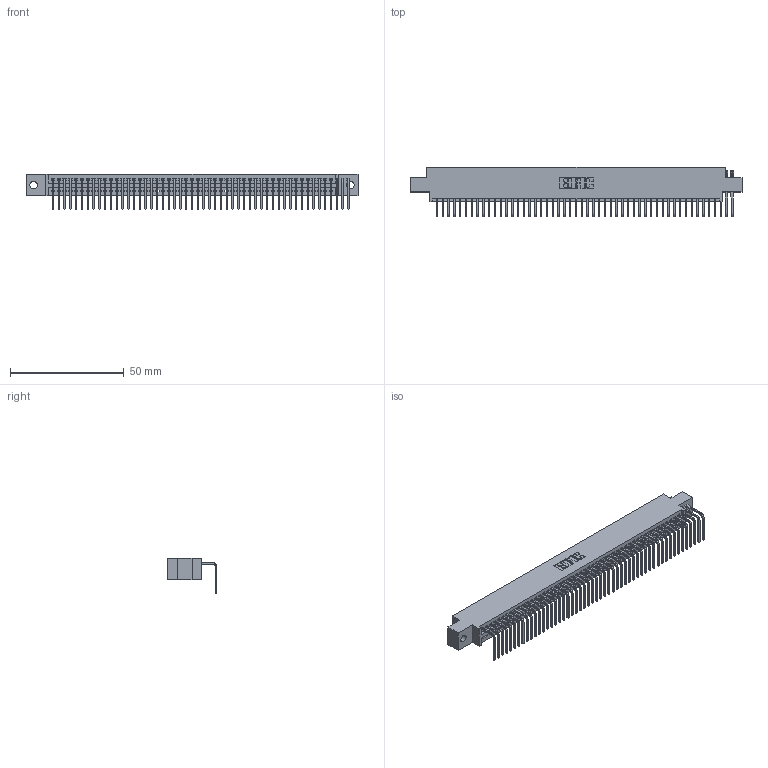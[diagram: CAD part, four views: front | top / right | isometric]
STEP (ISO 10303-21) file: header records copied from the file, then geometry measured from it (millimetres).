
FILE_DESCRIPTION (( 'STEP AP203' ), '1' );
FILE_NAME ('345-052-558-602.STEP', '2019-10-10T18:51:01', ( '' ), ( '' ), 'SwSTEP 2.0', 'SolidWorks 2016', '' );
FILE_SCHEMA (( 'CONFIG_CONTROL_DESIGN' ));
Length unit declared in the file: inch
Products named in the file (3): 345 Part_0.170 Offset - 0.128 Dia; 345-292-001_558 Tail - 2; 345-052-558-602
Assembly tree (53 placements, depth 2):
  345-052-558-602
    345 Part_0.170 Offset - 0.128 Dia
    345-292-001_558 Tail - 2  x52
Bounding box: 145.67 x 21.83 x 15.37 mm (x, y, z)
Volume: 13950.7 mm3; surface area: 19689.8 mm2
Topology: 53 solids, 53 shells, 3202 faces, 9655 edges, 6366 vertices
Faces by surface type: plane 2226, cylinder 976
Entity records: 36251 total; most frequent: CARTESIAN_POINT 6274, ORIENTED_EDGE 6254, DIRECTION 5471, EDGE_CURVE 3127, VECTOR 2799, LINE 2799, VERTEX_POINT 2082, AXIS2_PLACEMENT_3D 1336
